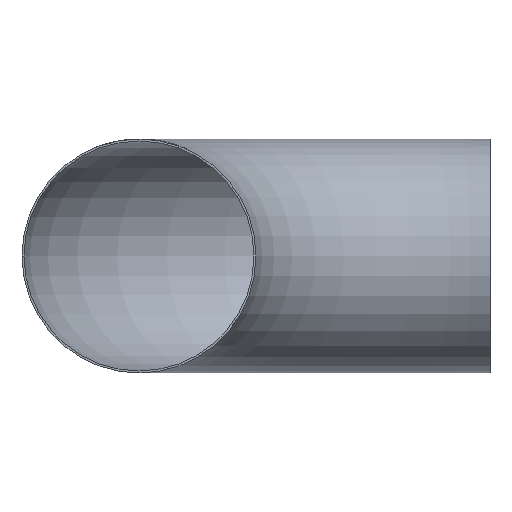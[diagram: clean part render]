
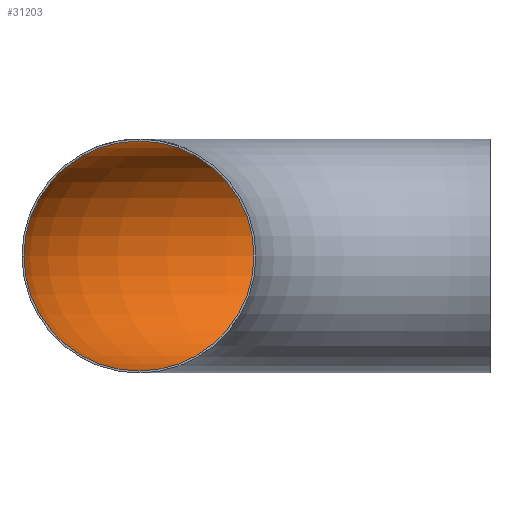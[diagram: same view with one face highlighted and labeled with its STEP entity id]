
A CAD part, front view. The second image highlights one B-rep face of the part: STEP entity #31203.
In plain terms, the highlighted toroidal (fillet/blend) face has major radius 1067 mm and minor radius 349.6 mm.
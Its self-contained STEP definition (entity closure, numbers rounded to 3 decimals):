
#1211 = FACE_OUTER_BOUND ( 'NONE', #24593, .T. ) ;
#2500 = CARTESIAN_POINT ( 'NONE',  ( -1067., 0., 0. ) ) ;
#2584 = EDGE_LOOP ( 'NONE', ( #8324 ) ) ;
#3406 = CIRCLE ( 'NONE', #16397, 349.6 ) ;
#4015 = AXIS2_PLACEMENT_3D ( 'NONE', #2500, #20339, #11958 ) ;
#4295 = DIRECTION ( 'NONE',  ( -1., 0., 0. ) ) ;
#4622 = AXIS2_PLACEMENT_3D ( 'NONE', #33798, #7216, #4295 ) ;
#6776 = VERTEX_POINT ( 'NONE', #33742 ) ;
#7216 = DIRECTION ( 'NONE',  ( 0., 0., -1. ) ) ;
#8227 = CARTESIAN_POINT ( 'NONE',  ( 0., 1067., 0. ) ) ;
#8324 = ORIENTED_EDGE ( 'NONE', *, *, #32438, .F. ) ;
#11958 = DIRECTION ( 'NONE',  ( 0., 0., 1. ) ) ;
#12069 = TOROIDAL_SURFACE ( 'NONE', #4622, 1067., 349.6 ) ;
#13030 = FACE_OUTER_BOUND ( 'NONE', #2584, .T. ) ;
#14234 = DIRECTION ( 'NONE',  ( 0., 1., 0. ) ) ;
#16397 = AXIS2_PLACEMENT_3D ( 'NONE', #8227, #23171, #14234 ) ;
#20339 = DIRECTION ( 'NONE',  ( 0., 1., 0. ) ) ;
#23171 = DIRECTION ( 'NONE',  ( 1., 0., 0. ) ) ;
#23604 = ORIENTED_EDGE ( 'NONE', *, *, #30991, .T. ) ;
#24593 = EDGE_LOOP ( 'NONE', ( #23604 ) ) ;
#27907 = VERTEX_POINT ( 'NONE', #33356 ) ;
#30991 = EDGE_CURVE ( 'NONE', #27907, #27907, #3406, .T. ) ;
#31203 = ADVANCED_FACE ( 'NONE', ( #1211, #13030 ), #12069, .F. ) ;
#32438 = EDGE_CURVE ( 'NONE', #6776, #6776, #35006, .T. ) ;
#33356 = CARTESIAN_POINT ( 'NONE',  ( 0., 1416.6, 0. ) ) ;
#33742 = CARTESIAN_POINT ( 'NONE',  ( -1067., 0., 349.6 ) ) ;
#33798 = CARTESIAN_POINT ( 'NONE',  ( 0., 0., 0. ) ) ;
#35006 = CIRCLE ( 'NONE', #4015, 349.6 ) ;
